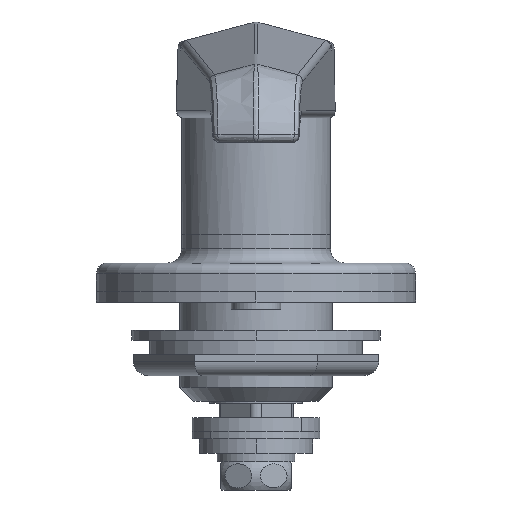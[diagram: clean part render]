
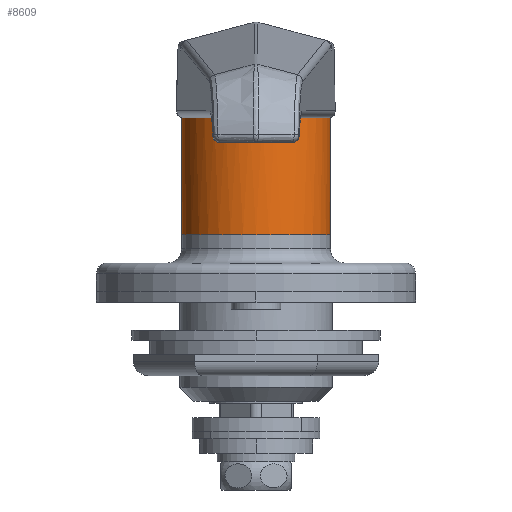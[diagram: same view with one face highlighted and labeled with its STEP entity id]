
A CAD part, front view. The second image highlights one B-rep face of the part: STEP entity #8609.
In plain terms, the highlighted cylindrical face has radius 10.5 mm (diameter 21 mm), a partial arc.
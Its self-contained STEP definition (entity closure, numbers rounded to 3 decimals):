
#106 = DIRECTION ( 'NONE',  ( 1., 0., 0. ) ) ;
#173 = ORIENTED_EDGE ( 'NONE', *, *, #3103, .F. ) ;
#181 = LINE ( 'NONE', #4405, #584 ) ;
#190 = CARTESIAN_POINT ( 'NONE',  ( 10.429, -1.219, 0.035 ) ) ;
#257 = CARTESIAN_POINT ( 'NONE',  ( 10.476, -0.813, 0.041 ) ) ;
#367 = CARTESIAN_POINT ( 'NONE',  ( 10.5, 0., 2. ) ) ;
#570 = ORIENTED_EDGE ( 'NONE', *, *, #2355, .F. ) ;
#584 = VECTOR ( 'NONE', #5467, 1000. ) ;
#893 = ORIENTED_EDGE ( 'NONE', *, *, #13068, .T. ) ;
#1077 = CARTESIAN_POINT ( 'NONE',  ( -10.429, -1.219, 0.035 ) ) ;
#1811 = CARTESIAN_POINT ( 'NONE',  ( -10.429, -1.219, 0.035 ) ) ;
#2077 = CARTESIAN_POINT ( 'NONE',  ( 10.5, 0., 0.039 ) ) ;
#2355 = EDGE_CURVE ( 'NONE', #9992, #5306, #3435, .T. ) ;
#2415 = ORIENTED_EDGE ( 'NONE', *, *, #10132, .F. ) ;
#2613 = VERTEX_POINT ( 'NONE', #9624 ) ;
#2702 = ORIENTED_EDGE ( 'NONE', *, *, #6598, .F. ) ;
#2850 = CARTESIAN_POINT ( 'NONE',  ( 10.429, -1.219, 0.035 ) ) ;
#3103 = EDGE_CURVE ( 'NONE', #11516, #9064, #4526, .T. ) ;
#3188 = CARTESIAN_POINT ( 'NONE',  ( -10.5, 0., 0.039 ) ) ;
#3435 = B_SPLINE_CURVE_WITH_KNOTS ( 'NONE', 3,
 ( #190, #257, #5400, #2077 ),
 .UNSPECIFIED., .F., .F.,
 ( 4, 4 ),
 ( 0., 0.001 ),
 .UNSPECIFIED. ) ;
#3463 = EDGE_CURVE ( 'NONE', #5698, #11516, #9703, .T. ) ;
#3838 = VECTOR ( 'NONE', #4660, 1000. ) ;
#3856 = CARTESIAN_POINT ( 'NONE',  ( 10.227, -2.464, 0. ) ) ;
#4328 = CIRCLE ( 'NONE', #7491, 10.5 ) ;
#4405 = CARTESIAN_POINT ( 'NONE',  ( -10.5, 0., 2. ) ) ;
#4525 = LINE ( 'NONE', #367, #3838 ) ;
#4526 = B_SPLINE_CURVE_WITH_KNOTS ( 'NONE', 3,
 ( #1811, #6140, #11546, #10571 ),
 .UNSPECIFIED., .F., .F.,
 ( 4, 4 ),
 ( 0.002, 0.004 ),
 .UNSPECIFIED. ) ;
#4660 = DIRECTION ( 'NONE',  ( 0., 0., 1. ) ) ;
#5066 = CARTESIAN_POINT ( 'NONE',  ( -10.04, -3.073, 0. ) ) ;
#5198 = CARTESIAN_POINT ( 'NONE',  ( 10.04, -3.073, 0. ) ) ;
#5306 = VERTEX_POINT ( 'NONE', #7707 ) ;
#5400 = CARTESIAN_POINT ( 'NONE',  ( 10.5, -0.407, 0.042 ) ) ;
#5421 = VERTEX_POINT ( 'NONE', #12313 ) ;
#5463 = EDGE_CURVE ( 'NONE', #2613, #5421, #4328, .T. ) ;
#5467 = DIRECTION ( 'NONE',  ( 0., 0., 1. ) ) ;
#5577 = CYLINDRICAL_SURFACE ( 'NONE', #12866, 10.5 ) ;
#5698 = VERTEX_POINT ( 'NONE', #3188 ) ;
#5744 = CARTESIAN_POINT ( 'NONE',  ( -10.5, 0., 0.039 ) ) ;
#6140 = CARTESIAN_POINT ( 'NONE',  ( -10.355, -1.851, 0.027 ) ) ;
#6438 = EDGE_CURVE ( 'NONE', #10584, #9992, #10170, .T. ) ;
#6598 = EDGE_CURVE ( 'NONE', #9064, #10584, #11539, .T. ) ;
#6801 = ORIENTED_EDGE ( 'NONE', *, *, #5463, .T. ) ;
#7491 = AXIS2_PLACEMENT_3D ( 'NONE', #12185, #11704, #13764 ) ;
#7707 = CARTESIAN_POINT ( 'NONE',  ( 10.5, 0., 0.039 ) ) ;
#8153 = CARTESIAN_POINT ( 'NONE',  ( 10.356, -1.846, 0.027 ) ) ;
#8609 = ADVANCED_FACE ( 'NONE', ( #9802 ), #5577, .T. ) ;
#8678 = DIRECTION ( 'NONE',  ( 0., 0., 1. ) ) ;
#8969 = CARTESIAN_POINT ( 'NONE',  ( -10.5, -0.407, 0.042 ) ) ;
#9064 = VERTEX_POINT ( 'NONE', #5066 ) ;
#9300 = DIRECTION ( 'NONE',  ( 0., 0., 1. ) ) ;
#9524 = AXIS2_PLACEMENT_3D ( 'NONE', #10091, #9300, #13267 ) ;
#9624 = CARTESIAN_POINT ( 'NONE',  ( -10.5, 0., -16.5 ) ) ;
#9703 = B_SPLINE_CURVE_WITH_KNOTS ( 'NONE', 3,
 ( #5744, #8969, #10041, #13209 ),
 .UNSPECIFIED., .F., .F.,
 ( 4, 4 ),
 ( 0.003, 0.004 ),
 .UNSPECIFIED. ) ;
#9802 = FACE_OUTER_BOUND ( 'NONE', #11988, .T. ) ;
#9972 = ORIENTED_EDGE ( 'NONE', *, *, #3463, .F. ) ;
#9992 = VERTEX_POINT ( 'NONE', #12141 ) ;
#10041 = CARTESIAN_POINT ( 'NONE',  ( -10.476, -0.813, 0.041 ) ) ;
#10091 = CARTESIAN_POINT ( 'NONE',  ( 0., 0., 0. ) ) ;
#10132 = EDGE_CURVE ( 'NONE', #2613, #5698, #181, .T. ) ;
#10170 = B_SPLINE_CURVE_WITH_KNOTS ( 'NONE', 3,
 ( #5198, #3856, #8153, #2850 ),
 .UNSPECIFIED., .F., .F.,
 ( 4, 4 ),
 ( 0.01, 0.012 ),
 .UNSPECIFIED. ) ;
#10571 = CARTESIAN_POINT ( 'NONE',  ( -10.04, -3.073, 0. ) ) ;
#10584 = VERTEX_POINT ( 'NONE', #13116 ) ;
#10849 = ORIENTED_EDGE ( 'NONE', *, *, #6438, .F. ) ;
#11058 = CARTESIAN_POINT ( 'NONE',  ( 0., 0., 2. ) ) ;
#11516 = VERTEX_POINT ( 'NONE', #1077 ) ;
#11539 = CIRCLE ( 'NONE', #9524, 10.5 ) ;
#11546 = CARTESIAN_POINT ( 'NONE',  ( -10.225, -2.469, 0. ) ) ;
#11704 = DIRECTION ( 'NONE',  ( 0., 0., 1. ) ) ;
#11988 = EDGE_LOOP ( 'NONE', ( #2415, #6801, #893, #570, #10849, #2702, #173, #9972 ) ) ;
#12141 = CARTESIAN_POINT ( 'NONE',  ( 10.429, -1.219, 0.035 ) ) ;
#12185 = CARTESIAN_POINT ( 'NONE',  ( 0., 0., -16.5 ) ) ;
#12313 = CARTESIAN_POINT ( 'NONE',  ( 10.5, 0., -16.5 ) ) ;
#12866 = AXIS2_PLACEMENT_3D ( 'NONE', #11058, #8678, #106 ) ;
#13068 = EDGE_CURVE ( 'NONE', #5421, #5306, #4525, .T. ) ;
#13116 = CARTESIAN_POINT ( 'NONE',  ( 10.04, -3.073, 0. ) ) ;
#13209 = CARTESIAN_POINT ( 'NONE',  ( -10.429, -1.219, 0.035 ) ) ;
#13267 = DIRECTION ( 'NONE',  ( -1., 0., 0. ) ) ;
#13764 = DIRECTION ( 'NONE',  ( 1., 0., 0. ) ) ;
